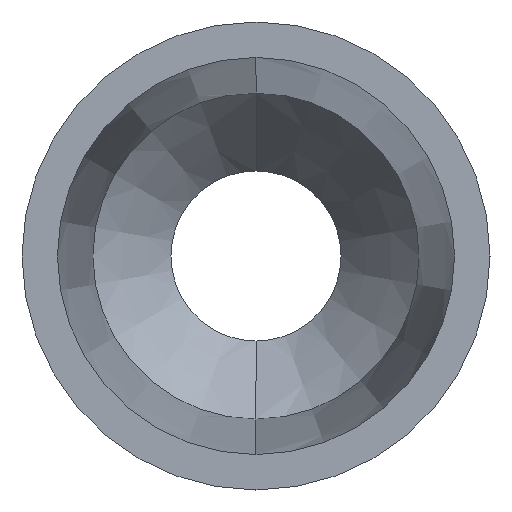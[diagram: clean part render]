
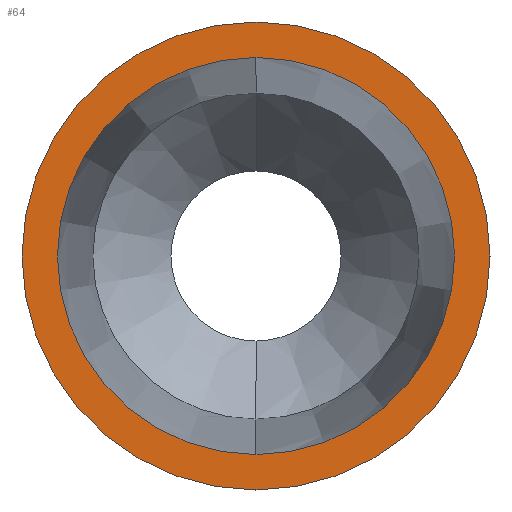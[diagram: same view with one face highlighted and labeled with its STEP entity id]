
A CAD part, left-side view. The second image highlights one B-rep face of the part: STEP entity #64.
In plain terms, the highlighted planar face has unit normal (-1, 0, 0).
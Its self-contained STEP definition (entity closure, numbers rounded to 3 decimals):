
#26 = DIRECTION ( 'NONE',  ( 0., 0., 1. ) ) ;
#60 = CIRCLE ( 'NONE', #450, 1.4 ) ;
#64 = ADVANCED_FACE ( 'NONE', ( #200, #141 ), #189, .F. ) ;
#71 = CARTESIAN_POINT ( 'NONE',  ( -4., 0., 0. ) ) ;
#78 = CIRCLE ( 'NONE', #569, 1.4 ) ;
#79 = DIRECTION ( 'NONE',  ( -1., 0., 0. ) ) ;
#95 = ORIENTED_EDGE ( 'NONE', *, *, #280, .F. ) ;
#117 = CARTESIAN_POINT ( 'NONE',  ( -4., 0., 1.65 ) ) ;
#141 = FACE_OUTER_BOUND ( 'NONE', #472, .T. ) ;
#154 = VERTEX_POINT ( 'NONE', #285 ) ;
#189 = PLANE ( 'NONE',  #334 ) ;
#195 = DIRECTION ( 'NONE',  ( 0., 0., -1. ) ) ;
#200 = FACE_BOUND ( 'NONE', #518, .T. ) ;
#231 = DIRECTION ( 'NONE',  ( -1., 0., 0. ) ) ;
#234 = VERTEX_POINT ( 'NONE', #500 ) ;
#251 = DIRECTION ( 'NONE',  ( 1., 0., 0. ) ) ;
#258 = CIRCLE ( 'NONE', #344, 1.65 ) ;
#280 = EDGE_CURVE ( 'NONE', #154, #431, #78, .T. ) ;
#285 = CARTESIAN_POINT ( 'NONE',  ( -4., 0., 1.4 ) ) ;
#334 = AXIS2_PLACEMENT_3D ( 'NONE', #697, #251, #195 ) ;
#335 = CARTESIAN_POINT ( 'NONE',  ( -4., 0., 0. ) ) ;
#344 = AXIS2_PLACEMENT_3D ( 'NONE', #442, #383, #661 ) ;
#355 = ORIENTED_EDGE ( 'NONE', *, *, #656, .T. ) ;
#383 = DIRECTION ( 'NONE',  ( -1., 0., 0. ) ) ;
#431 = VERTEX_POINT ( 'NONE', #548 ) ;
#442 = CARTESIAN_POINT ( 'NONE',  ( -4., 0., 0. ) ) ;
#450 = AXIS2_PLACEMENT_3D ( 'NONE', #71, #231, #26 ) ;
#464 = CIRCLE ( 'NONE', #595, 1.65 ) ;
#469 = ORIENTED_EDGE ( 'NONE', *, *, #654, .T. ) ;
#472 = EDGE_LOOP ( 'NONE', ( #355, #469 ) ) ;
#500 = CARTESIAN_POINT ( 'NONE',  ( -4., 0., -1.65 ) ) ;
#518 = EDGE_LOOP ( 'NONE', ( #95, #680 ) ) ;
#530 = DIRECTION ( 'NONE',  ( 0., 0., 1. ) ) ;
#548 = CARTESIAN_POINT ( 'NONE',  ( -4., 0., -1.4 ) ) ;
#568 = CARTESIAN_POINT ( 'NONE',  ( -4., 0., 0. ) ) ;
#569 = AXIS2_PLACEMENT_3D ( 'NONE', #568, #79, #530 ) ;
#583 = EDGE_CURVE ( 'NONE', #431, #154, #60, .T. ) ;
#595 = AXIS2_PLACEMENT_3D ( 'NONE', #335, #608, #663 ) ;
#608 = DIRECTION ( 'NONE',  ( -1., 0., 0. ) ) ;
#633 = VERTEX_POINT ( 'NONE', #117 ) ;
#654 = EDGE_CURVE ( 'NONE', #234, #633, #258, .T. ) ;
#656 = EDGE_CURVE ( 'NONE', #633, #234, #464, .T. ) ;
#661 = DIRECTION ( 'NONE',  ( 0., 0., 1. ) ) ;
#663 = DIRECTION ( 'NONE',  ( 0., 0., 1. ) ) ;
#680 = ORIENTED_EDGE ( 'NONE', *, *, #583, .F. ) ;
#697 = CARTESIAN_POINT ( 'NONE',  ( -4., 1.65, 0. ) ) ;
